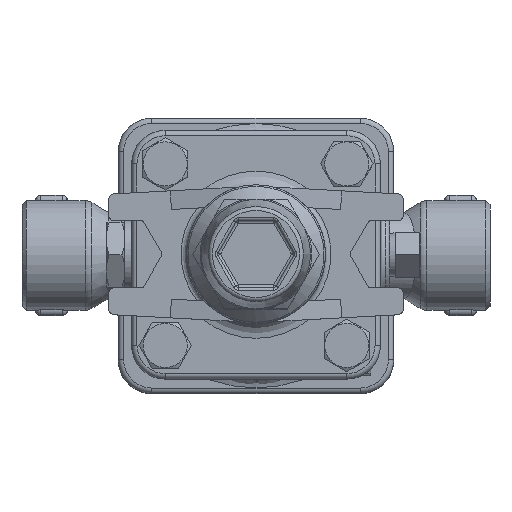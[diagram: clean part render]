
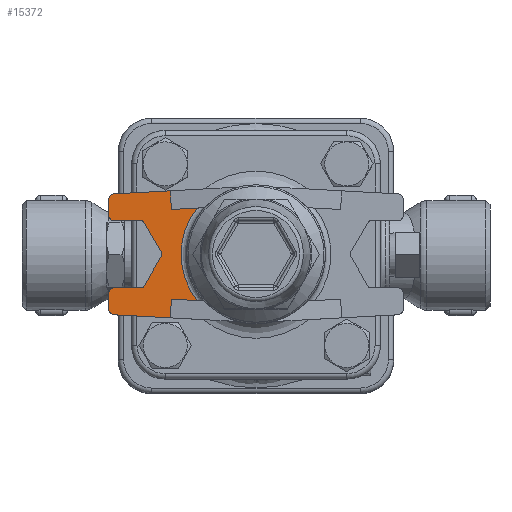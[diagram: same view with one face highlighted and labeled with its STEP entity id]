
A CAD part, top view. The second image highlights one B-rep face of the part: STEP entity #15372.
In plain terms, the highlighted planar face has unit normal (0, 0, 1).
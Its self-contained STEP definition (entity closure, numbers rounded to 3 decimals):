
#15107=CARTESIAN_POINT('',(-22.025,-17.288,317.0));
#15108=VERTEX_POINT('',#15107);
#15146=CARTESIAN_POINT('',(-22.025,17.288,317.0));
#15147=VERTEX_POINT('',#15146);
#15173=CARTESIAN_POINT('',(0.,0.0,317.0));
#15174=DIRECTION('',(0.0,0.0,1.0));
#15175=DIRECTION('',(-1.0,0.0,0.0));
#15176=AXIS2_PLACEMENT_3D('',#15173,#15174,#15175);
#15177=CIRCLE('',#15176,28.);
#15178=EDGE_CURVE('',#15147,#15108,#15177,.T.);
#15189=CARTESIAN_POINT('',(-31.653,-16.763,317.0));
#15190=VERTEX_POINT('',#15189);
#15191=CARTESIAN_POINT('',(-31.653,-16.763,317.0));
#15192=DIRECTION('',(0.999,-0.054,0.0));
#15193=VECTOR('',#15192,9.642);
#15194=LINE('',#15191,#15193);
#15195=EDGE_CURVE('',#15190,#15108,#15194,.T.);
#15214=CARTESIAN_POINT('',(-25.235,-13.561,317.0));
#15215=DIRECTION('',(0.0,0.0,1.0));
#15216=DIRECTION('',(1.0,0.0,0.0));
#15217=AXIS2_PLACEMENT_3D('',#15214,#15215,#15216);
#15218=PLANE('',#15217);
#15219=ORIENTED_EDGE('',*,*,#15178,.F.);
#15220=CARTESIAN_POINT('',(-31.653,16.763,317.0));
#15221=VERTEX_POINT('',#15220);
#15222=CARTESIAN_POINT('',(-22.025,17.288,317.0));
#15223=DIRECTION('',(-0.999,-0.054,0.0));
#15224=VECTOR('',#15223,9.642);
#15225=LINE('',#15222,#15224);
#15226=EDGE_CURVE('',#15147,#15221,#15225,.T.);
#15227=ORIENTED_EDGE('',*,*,#15226,.T.);
#15228=CARTESIAN_POINT('',(-32.034,23.753,317.0));
#15229=VERTEX_POINT('',#15228);
#15230=CARTESIAN_POINT('',(-31.653,16.763,317.0));
#15231=DIRECTION('',(-0.054,0.999,0.0));
#15232=VECTOR('',#15231,7.);
#15233=LINE('',#15230,#15232);
#15234=EDGE_CURVE('',#15221,#15229,#15233,.T.);
#15235=ORIENTED_EDGE('',*,*,#15234,.T.);
#15236=CARTESIAN_POINT('',(-53.109,22.603,317.0));
#15237=VERTEX_POINT('',#15236);
#15238=CARTESIAN_POINT('',(-53.109,22.603,317.0));
#15239=DIRECTION('',(0.999,0.054,0.0));
#15240=VECTOR('',#15239,21.106);
#15241=LINE('',#15238,#15240);
#15242=EDGE_CURVE('',#15237,#15229,#15241,.T.);
#15243=ORIENTED_EDGE('',*,*,#15242,.F.);
#15244=CARTESIAN_POINT('',(-55.,20.606,317.0));
#15245=VERTEX_POINT('',#15244);
#15246=CARTESIAN_POINT('',(-53.,20.606,317.0));
#15247=DIRECTION('',(0.0,0.0,-1.0));
#15248=DIRECTION('',(-0.726,0.688,0.0));
#15249=AXIS2_PLACEMENT_3D('',#15246,#15247,#15248);
#15250=CIRCLE('',#15249,2.);
#15251=EDGE_CURVE('',#15245,#15237,#15250,.T.);
#15252=ORIENTED_EDGE('',*,*,#15251,.F.);
#15253=CARTESIAN_POINT('',(-55.,14.5,317.0));
#15254=VERTEX_POINT('',#15253);
#15255=CARTESIAN_POINT('',(-55.,14.5,317.0));
#15256=DIRECTION('',(0.0,1.0,0.0));
#15257=VECTOR('',#15256,6.106);
#15258=LINE('',#15255,#15257);
#15259=EDGE_CURVE('',#15254,#15245,#15258,.T.);
#15260=ORIENTED_EDGE('',*,*,#15259,.F.);
#15261=CARTESIAN_POINT('',(-53.,12.5,317.0));
#15262=VERTEX_POINT('',#15261);
#15263=CARTESIAN_POINT('',(-53.,14.5,317.0));
#15264=DIRECTION('',(0.0,0.0,-1.));
#15265=DIRECTION('',(-0.707,-0.707,0.0));
#15266=AXIS2_PLACEMENT_3D('',#15263,#15264,#15265);
#15267=CIRCLE('',#15266,2.);
#15268=EDGE_CURVE('',#15262,#15254,#15267,.T.);
#15269=ORIENTED_EDGE('',*,*,#15268,.F.);
#15270=CARTESIAN_POINT('',(-42.794,12.5,317.0));
#15271=VERTEX_POINT('',#15270);
#15272=CARTESIAN_POINT('',(-42.794,12.5,317.0));
#15273=DIRECTION('',(-1.0,0.0,0.0));
#15274=VECTOR('',#15273,10.206);
#15275=LINE('',#15272,#15274);
#15276=EDGE_CURVE('',#15271,#15262,#15275,.T.);
#15277=ORIENTED_EDGE('',*,*,#15276,.F.);
#15278=CARTESIAN_POINT('',(-41.928,12.,317.0));
#15279=VERTEX_POINT('',#15278);
#15280=CARTESIAN_POINT('',(-42.794,11.5,317.0));
#15281=DIRECTION('',(0.0,0.0,1.0));
#15282=DIRECTION('',(0.5,0.866,0.0));
#15283=AXIS2_PLACEMENT_3D('',#15280,#15281,#15282);
#15284=CIRCLE('',#15283,1.0);
#15285=EDGE_CURVE('',#15279,#15271,#15284,.T.);
#15286=ORIENTED_EDGE('',*,*,#15285,.F.);
#15287=CARTESIAN_POINT('',(-35.289,0.5,317.0));
#15288=VERTEX_POINT('',#15287);
#15289=CARTESIAN_POINT('',(-35.289,0.5,317.0));
#15290=DIRECTION('',(-0.5,0.866,0.0));
#15291=VECTOR('',#15290,13.279);
#15292=LINE('',#15289,#15291);
#15293=EDGE_CURVE('',#15288,#15279,#15292,.T.);
#15294=ORIENTED_EDGE('',*,*,#15293,.F.);
#15295=CARTESIAN_POINT('',(-35.289,-0.5,317.0));
#15296=VERTEX_POINT('',#15295);
#15297=CARTESIAN_POINT('',(-36.155,0.,317.0));
#15298=DIRECTION('',(0.0,0.0,1.0));
#15299=DIRECTION('',(1.0,0.0,0.0));
#15300=AXIS2_PLACEMENT_3D('',#15297,#15298,#15299);
#15301=CIRCLE('',#15300,1.0);
#15302=EDGE_CURVE('',#15296,#15288,#15301,.T.);
#15303=ORIENTED_EDGE('',*,*,#15302,.F.);
#15304=CARTESIAN_POINT('',(-41.928,-12.,317.0));
#15305=VERTEX_POINT('',#15304);
#15306=CARTESIAN_POINT('',(-41.928,-12.,317.0));
#15307=DIRECTION('',(0.5,0.866,0.0));
#15308=VECTOR('',#15307,13.279);
#15309=LINE('',#15306,#15308);
#15310=EDGE_CURVE('',#15305,#15296,#15309,.T.);
#15311=ORIENTED_EDGE('',*,*,#15310,.F.);
#15312=CARTESIAN_POINT('',(-42.794,-12.5,317.0));
#15313=VERTEX_POINT('',#15312);
#15314=CARTESIAN_POINT('',(-42.794,-11.5,317.0));
#15315=DIRECTION('',(0.0,0.0,1.0));
#15316=DIRECTION('',(0.5,-0.866,0.0));
#15317=AXIS2_PLACEMENT_3D('',#15314,#15315,#15316);
#15318=CIRCLE('',#15317,1.0);
#15319=EDGE_CURVE('',#15313,#15305,#15318,.T.);
#15320=ORIENTED_EDGE('',*,*,#15319,.F.);
#15321=CARTESIAN_POINT('',(-53.,-12.5,317.0));
#15322=VERTEX_POINT('',#15321);
#15323=CARTESIAN_POINT('',(-53.,-12.5,317.0));
#15324=DIRECTION('',(1.0,0.0,0.0));
#15325=VECTOR('',#15324,10.206);
#15326=LINE('',#15323,#15325);
#15327=EDGE_CURVE('',#15322,#15313,#15326,.T.);
#15328=ORIENTED_EDGE('',*,*,#15327,.F.);
#15329=CARTESIAN_POINT('',(-55.,-14.5,317.0));
#15330=VERTEX_POINT('',#15329);
#15331=CARTESIAN_POINT('',(-53.,-14.5,317.0));
#15332=DIRECTION('',(0.0,0.0,-1.0));
#15333=DIRECTION('',(-0.707,0.707,0.0));
#15334=AXIS2_PLACEMENT_3D('',#15331,#15332,#15333);
#15335=CIRCLE('',#15334,2.0);
#15336=EDGE_CURVE('',#15330,#15322,#15335,.T.);
#15337=ORIENTED_EDGE('',*,*,#15336,.F.);
#15338=CARTESIAN_POINT('',(-55.,-20.606,317.0));
#15339=VERTEX_POINT('',#15338);
#15340=CARTESIAN_POINT('',(-55.,-20.606,317.0));
#15341=DIRECTION('',(0.0,1.0,0.0));
#15342=VECTOR('',#15341,6.106);
#15343=LINE('',#15340,#15342);
#15344=EDGE_CURVE('',#15339,#15330,#15343,.T.);
#15345=ORIENTED_EDGE('',*,*,#15344,.F.);
#15346=CARTESIAN_POINT('',(-53.109,-22.603,317.0));
#15347=VERTEX_POINT('',#15346);
#15348=CARTESIAN_POINT('',(-53.,-20.606,317.0));
#15349=DIRECTION('',(0.0,0.0,-1.0));
#15350=DIRECTION('',(-0.726,-0.688,0.0));
#15351=AXIS2_PLACEMENT_3D('',#15348,#15349,#15350);
#15352=CIRCLE('',#15351,2.0);
#15353=EDGE_CURVE('',#15347,#15339,#15352,.T.);
#15354=ORIENTED_EDGE('',*,*,#15353,.F.);
#15355=CARTESIAN_POINT('',(-32.034,-23.753,317.0));
#15356=VERTEX_POINT('',#15355);
#15357=CARTESIAN_POINT('',(-32.034,-23.753,317.0));
#15358=DIRECTION('',(-0.999,0.054,0.0));
#15359=VECTOR('',#15358,21.106);
#15360=LINE('',#15357,#15359);
#15361=EDGE_CURVE('',#15356,#15347,#15360,.T.);
#15362=ORIENTED_EDGE('',*,*,#15361,.F.);
#15363=CARTESIAN_POINT('',(-32.034,-23.753,317.0));
#15364=DIRECTION('',(0.054,0.999,0.0));
#15365=VECTOR('',#15364,7.);
#15366=LINE('',#15363,#15365);
#15367=EDGE_CURVE('',#15356,#15190,#15366,.T.);
#15368=ORIENTED_EDGE('',*,*,#15367,.T.);
#15369=ORIENTED_EDGE('',*,*,#15195,.T.);
#15370=EDGE_LOOP('',(#15219,#15227,#15235,#15243,#15252,#15260,#15269,#15277,#15286,#15294,#15303,#15311,#15320,#15328,#15337,#15345,#15354,#15362,#15368,#15369));
#15371=FACE_OUTER_BOUND('',#15370,.T.);
#15372=ADVANCED_FACE('',(#15371),#15218,.T.);
